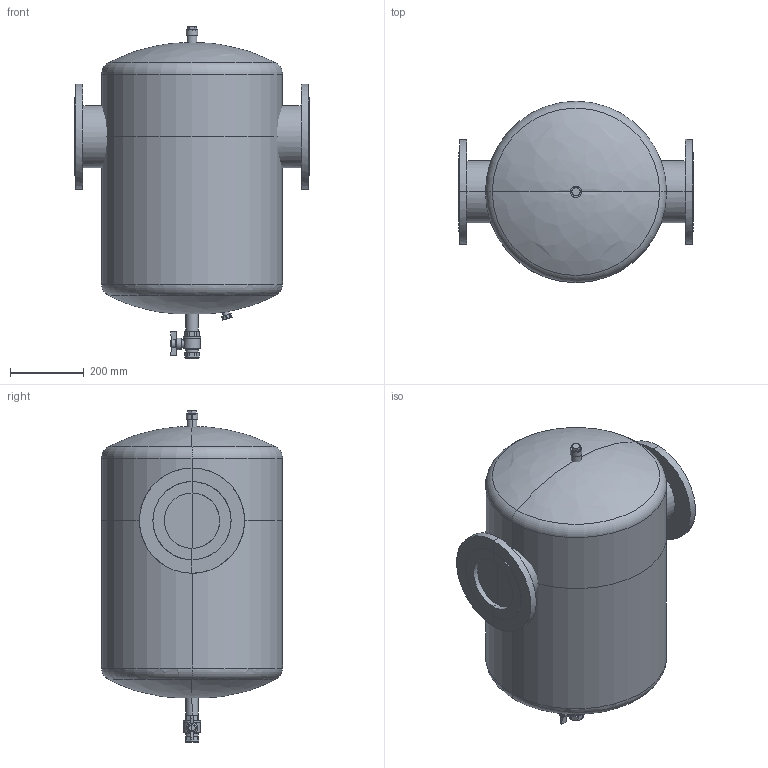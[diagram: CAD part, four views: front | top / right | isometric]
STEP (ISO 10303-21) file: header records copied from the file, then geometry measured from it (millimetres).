
FILE_DESCRIPTION(('CATIA V5 STEP Exchange','CAx-IF Rec.Pracs.--- Model Styling and Organization---1.4--- 2014-01-23','CAx-IF Rec.Pracs.---3D Tessellated Data Validation Properties---0.5---2014-09-14'),'2;1');
FILE_NAME('STEP_546615_-_TST.stp','2020-04-14T11:04:35+00:00',('none'),('none'),'CATIA Version 5-6 Release 2019 SP3','CATIA V5 STEP AP242 v1','none');
FILE_SCHEMA(('AP242_MANAGED_MODEL_BASED_3D_ENGINEERING_MIM_LF {1 0 10303 442 1 1 4}'));
Length unit declared in the file: millimetre
Products named in the file (1): 546615 - TST
Bounding box: 635 x 491 x 900 mm (x, y, z)
Volume: 186294248.6 mm3; surface area: 2490594.7 mm2
Topology: 8 solids, 8 shells, 239 faces, 590 edges, 365 vertices
Faces by surface type: plane 93, cylinder 76, cone 42, bspline 16, torus 12
Entity records: 8961 total; most frequent: CARTESIAN_POINT 3794, ORIENTED_EDGE 1172, DIRECTION 840, EDGE_CURVE 586, AXIS2_PLACEMENT_3D 396, VERTEX_POINT 365, EDGE_LOOP 241, ADVANCED_FACE 239
